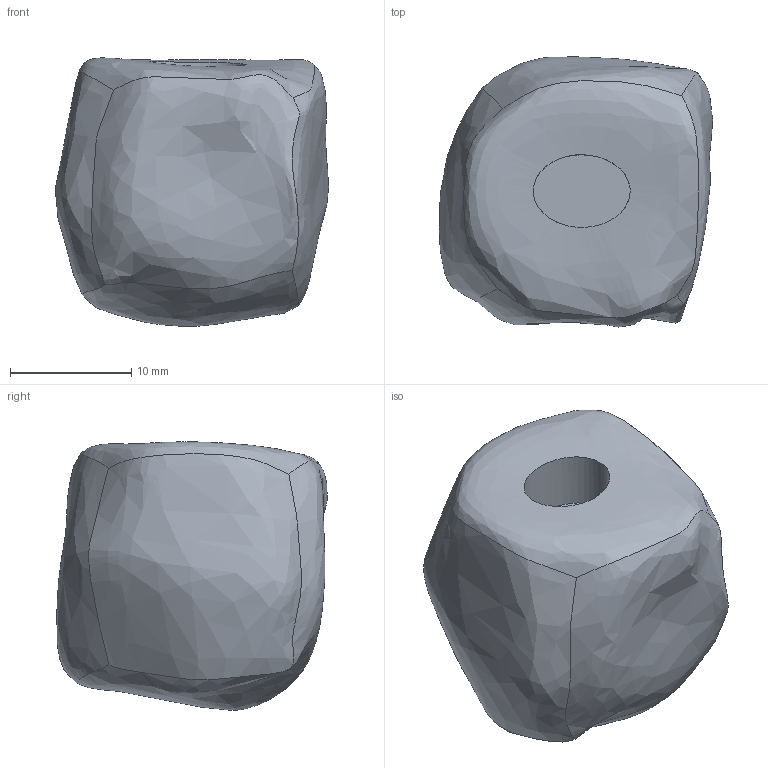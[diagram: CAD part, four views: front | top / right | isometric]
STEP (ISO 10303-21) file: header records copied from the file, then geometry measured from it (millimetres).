
FILE_DESCRIPTION(/* description */ (''),/* implementation_level */ '2;1');
FILE_NAME(/* name */ 'V1.4.bolder.stp',/* time_stamp */ '2024-12-21T16:24:03Z',/* author */ ('iwheard'),/* organization */ (''),/* preprocessor_version */ 'ST-DEVELOPER v19',/* originating_system */ 'Autodesk Inventor 2023',/* authorisation */ '');
FILE_SCHEMA (('AUTOMOTIVE_DESIGN { 1 0 10303 214 3 1 1 }'));
Length unit declared in the file: millimetre
Products named in the file (1): bolder
Bounding box: 22.55 x 22.31 x 22.14 mm (x, y, z)
Surface area: 4185 mm2
Topology: 2 solids, 2 shells, 16 faces, 32 edges, 22 vertices
Faces by surface type: bspline 14, plane 2
Entity records: 4268 total; most frequent: CARTESIAN_POINT 3997, ORIENTED_EDGE 64, EDGE_CURVE 32, B_SPLINE_CURVE_WITH_KNOTS 26, VERTEX_POINT 22, EDGE_LOOP 18, FACE_OUTER_BOUND 16, ADVANCED_FACE 16
